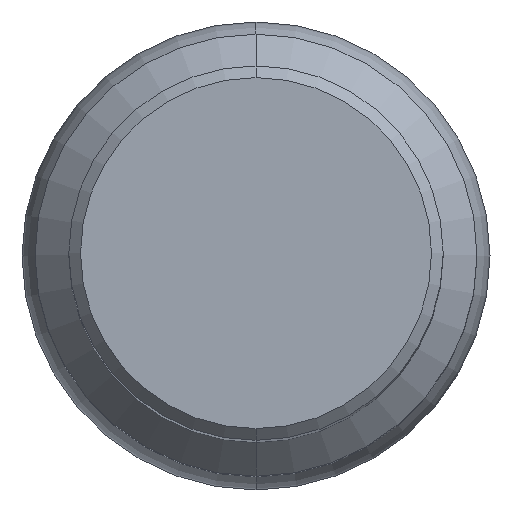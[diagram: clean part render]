
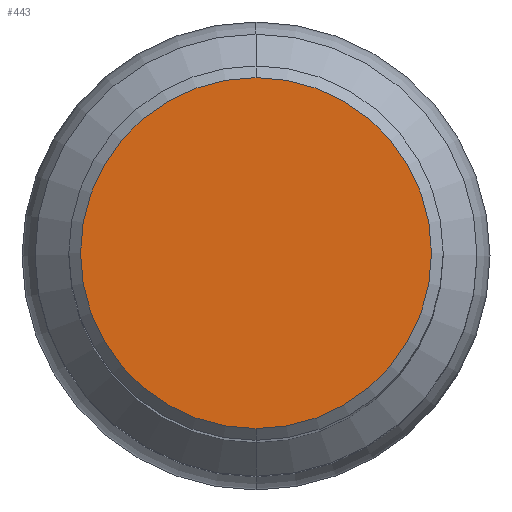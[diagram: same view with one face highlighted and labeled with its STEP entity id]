
A CAD part, top view. The second image highlights one B-rep face of the part: STEP entity #443.
In plain terms, the highlighted planar face has unit normal (0, 0, 1).
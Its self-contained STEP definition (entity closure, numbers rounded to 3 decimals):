
#259=VERTEX_POINT('',#584);
#281=EDGE_CURVE('',#343,#259,#607,.T.);
#343=VERTEX_POINT('',#681);
#385=EDGE_CURVE('',#259,#343,#728,.T.);
#443=ADVANCED_FACE('',(#789),#790,.T.);
#584=CARTESIAN_POINT('',(0.,-15.0,0.0));
#607=CIRCLE('',#1084,15.0);
#681=CARTESIAN_POINT('',(0.0,15.0,0.0));
#728=CIRCLE('',#1254,15.0);
#789=FACE_OUTER_BOUND('',#1450,.T.);
#790=PLANE('',#1451);
#1084=AXIS2_PLACEMENT_3D('',#1657,#1658,#1659);
#1254=AXIS2_PLACEMENT_3D('',#1853,#1854,#1855);
#1450=EDGE_LOOP('',(#1902,#1903));
#1451=AXIS2_PLACEMENT_3D('',#1904,#1905,#1906);
#1657=CARTESIAN_POINT('',(0.0,0.0,0.0));
#1658=DIRECTION('',(0.0,0.0,-1.0));
#1659=DIRECTION('',(0.0,1.0,0.0));
#1853=CARTESIAN_POINT('',(0.0,0.0,0.0));
#1854=DIRECTION('',(0.0,0.0,-1.0));
#1855=DIRECTION('',(0.0,1.0,0.0));
#1902=ORIENTED_EDGE('',*,*,#281,.F.);
#1903=ORIENTED_EDGE('',*,*,#385,.F.);
#1904=CARTESIAN_POINT('',(0.0,7.5,0.0));
#1905=DIRECTION('',(-0.0,0.0,1.0));
#1906=DIRECTION('',(0.0,-1.0,0.0));
